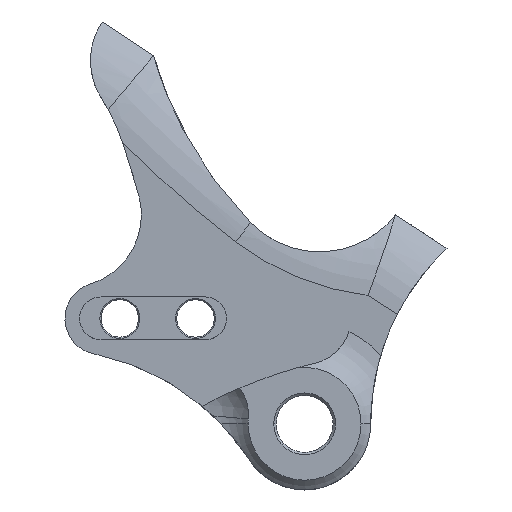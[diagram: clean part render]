
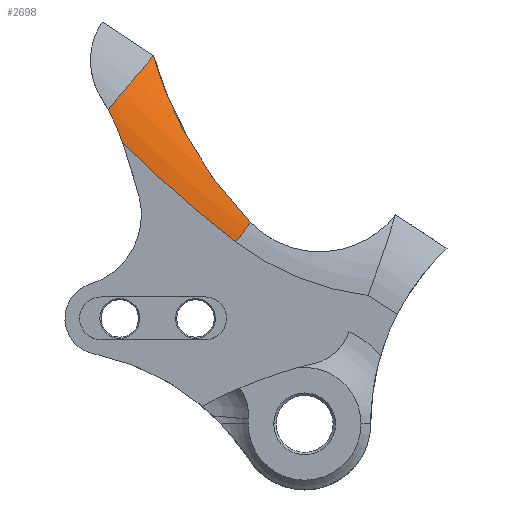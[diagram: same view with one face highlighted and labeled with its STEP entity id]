
A CAD part, top view. The second image highlights one B-rep face of the part: STEP entity #2698.
In plain terms, the highlighted toroidal (fillet/blend) face has major radius 245.044 mm and minor radius 25.4 mm.
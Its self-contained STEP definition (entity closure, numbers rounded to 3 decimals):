
#31 = CARTESIAN_POINT ( 'NONE',  ( -41.497, 66.416, -0.144 ) ) ;
#63 = CARTESIAN_POINT ( 'NONE',  ( -38.025, 70.558, -1.306 ) ) ;
#71 = ORIENTED_EDGE ( 'NONE', *, *, #2398, .T. ) ;
#102 = CARTESIAN_POINT ( 'NONE',  ( -26.085, 62.909, -2.558 ) ) ;
#115 = CARTESIAN_POINT ( 'NONE',  ( -29.28, 69.945, -4.146 ) ) ;
#163 = AXIS2_PLACEMENT_3D ( 'NONE', #1337, #1356, #2583 ) ;
#247 = CARTESIAN_POINT ( 'NONE',  ( -32.589, 77.021, -6. ) ) ;
#250 = B_SPLINE_CURVE_WITH_KNOTS ( 'NONE', 3,
 ( #474, #2002, #875, #31 ),
 .UNSPECIFIED., .F., .F.,
 ( 4, 4 ),
 ( 0., 0.007 ),
 .UNSPECIFIED. ) ;
#288 = DIRECTION ( 'NONE',  ( 0., 0., -1. ) ) ;
#308 = CARTESIAN_POINT ( 'NONE',  ( -37.186, 71.558, -1.779 ) ) ;
#441 = DIRECTION ( 'NONE',  ( -0.794, 0.608, 0. ) ) ;
#474 = CARTESIAN_POINT ( 'NONE',  ( -38.722, 60.144, -0.002 ) ) ;
#530 = TOROIDAL_SURFACE ( 'NONE', #163, 245.044, 25.4 ) ;
#638 = CARTESIAN_POINT ( 'NONE',  ( -38.645, 59.918, -0.001 ) ) ;
#728 = CARTESIAN_POINT ( 'NONE',  ( -40.607, 67.48, -0.291 ) ) ;
#759 = VERTEX_POINT ( 'NONE', #1029 ) ;
#796 = CARTESIAN_POINT ( 'NONE',  ( -29.886, 71.519, -4.601 ) ) ;
#837 = CARTESIAN_POINT ( 'NONE',  ( -38.722, 60.144, -0.002 ) ) ;
#874 = VERTEX_POINT ( 'NONE', #1617 ) ;
#875 = CARTESIAN_POINT ( 'NONE',  ( -40.389, 64.415, -0.083 ) ) ;
#915 = EDGE_CURVE ( 'NONE', #2063, #1100, #2657, .T. ) ;
#949 = EDGE_CURVE ( 'NONE', #874, #2580, #2038, .T. ) ;
#961 = CARTESIAN_POINT ( 'NONE',  ( -24.865, 60.605, -2.164 ) ) ;
#965 = CARTESIAN_POINT ( 'NONE',  ( -41.497, 66.416, -0.144 ) ) ;
#990 = CARTESIAN_POINT ( 'NONE',  ( -20.358, 53.213, -1.204 ) ) ;
#1029 = CARTESIAN_POINT ( 'NONE',  ( -31.931, 77.801, -6.96 ) ) ;
#1045 = ORIENTED_EDGE ( 'NONE', *, *, #915, .T. ) ;
#1099 = DIRECTION ( 'NONE',  ( -0.608, -0.794, 0. ) ) ;
#1100 = VERTEX_POINT ( 'NONE', #1817 ) ;
#1193 = VERTEX_POINT ( 'NONE', #965 ) ;
#1299 = CARTESIAN_POINT ( 'NONE',  ( 134.495, 233.022, 0. ) ) ;
#1337 = CARTESIAN_POINT ( 'NONE',  ( 134.495, 233.022, -25.4 ) ) ;
#1352 = ORIENTED_EDGE ( 'NONE', *, *, #1872, .T. ) ;
#1356 = DIRECTION ( 'NONE',  ( 0., 0., -1. ) ) ;
#1374 = CARTESIAN_POINT ( 'NONE',  ( -38.449, 70.053, -1.096 ) ) ;
#1444 = AXIS2_PLACEMENT_3D ( 'NONE', #2563, #441, #1099 ) ;
#1596 = CARTESIAN_POINT ( 'NONE',  ( -27.244, 65.242, -3.007 ) ) ;
#1617 = CARTESIAN_POINT ( 'NONE',  ( -38.492, 59.465, 0. ) ) ;
#1648 = CIRCLE ( 'NONE', #2275, 245.044 ) ;
#1751 = CARTESIAN_POINT ( 'NONE',  ( -41.497, 66.416, -0.144 ) ) ;
#1811 = CARTESIAN_POINT ( 'NONE',  ( -27.959, 66.806, -3.349 ) ) ;
#1817 = CARTESIAN_POINT ( 'NONE',  ( -11.416, 42.542, -0.518 ) ) ;
#1837 = ORIENTED_EDGE ( 'NONE', *, *, #2642, .F. ) ;
#1872 = EDGE_CURVE ( 'NONE', #759, #1193, #2451, .T. ) ;
#1948 = DIRECTION ( 'NONE',  ( -1., 0., 0. ) ) ;
#1982 = EDGE_LOOP ( 'NONE', ( #1837, #1045, #71, #1352, #2549, #2413 ) ) ;
#2002 = CARTESIAN_POINT ( 'NONE',  ( -39.462, 62.325, -0.015 ) ) ;
#2009 = CARTESIAN_POINT ( 'NONE',  ( -34.765, 74.437, -3.596 ) ) ;
#2036 = CARTESIAN_POINT ( 'NONE',  ( -16.161, 47.691, -0.762 ) ) ;
#2038 = B_SPLINE_CURVE_WITH_KNOTS ( 'NONE', 3,
 ( #2331, #2168, #638, #2604 ),
 .UNSPECIFIED., .F., .F.,
 ( 4, 4 ),
 ( 0.012, 0.013 ),
 .UNSPECIFIED. ) ;
#2051 = CARTESIAN_POINT ( 'NONE',  ( -22.275, 56.096, -1.502 ) ) ;
#2063 = VERTEX_POINT ( 'NONE', #2703 ) ;
#2168 = CARTESIAN_POINT ( 'NONE',  ( -38.569, 59.691, 0. ) ) ;
#2230 = CARTESIAN_POINT ( 'NONE',  ( -24.443, 59.848, -2.046 ) ) ;
#2232 = CARTESIAN_POINT ( 'NONE',  ( -39.734, 68.522, -0.549 ) ) ;
#2275 = AXIS2_PLACEMENT_3D ( 'NONE', #1299, #288, #1948 ) ;
#2331 = CARTESIAN_POINT ( 'NONE',  ( -38.492, 59.465, 0. ) ) ;
#2398 = EDGE_CURVE ( 'NONE', #1100, #759, #2540, .T. ) ;
#2413 = ORIENTED_EDGE ( 'NONE', *, *, #949, .F. ) ;
#2447 = CARTESIAN_POINT ( 'NONE',  ( -31.486, 76.238, -6.258 ) ) ;
#2448 = CARTESIAN_POINT ( 'NONE',  ( -35.543, 73.513, -2.918 ) ) ;
#2451 = B_SPLINE_CURVE_WITH_KNOTS ( 'NONE', 3,
 ( #2656, #247, #2602, #2009, #2448, #2616, #308, #63, #1374, #2232, #728, #1751 ),
 .UNSPECIFIED., .F., .F.,
 ( 4, 2, 2, 2, 2, 4 ),
 ( 0., 0.004, 0.008, 0.01, 0.012, 0.017 ),
 .UNSPECIFIED. ) ;
#2460 = CARTESIAN_POINT ( 'NONE',  ( -30.989, 74.665, -5.657 ) ) ;
#2475 = CARTESIAN_POINT ( 'NONE',  ( -13.882, 45.052, -0.619 ) ) ;
#2540 = B_SPLINE_CURVE_WITH_KNOTS ( 'NONE', 3,
 ( #2716, #2475, #2036, #990, #2051, #2230, #961, #2728, #102, #1596, #1811, #115, #796, #2460, #2447, #2685 ),
 .UNSPECIFIED., .F., .F.,
 ( 4, 2, 2, 2, 2, 2, 2, 4 ),
 ( 0., 0.011, 0.021, 0.024, 0.026, 0.031, 0.037, 0.042 ),
 .UNSPECIFIED. ) ;
#2549 = ORIENTED_EDGE ( 'NONE', *, *, #2681, .F. ) ;
#2563 = CARTESIAN_POINT ( 'NONE',  ( -14.518, 38.492, -25.4 ) ) ;
#2580 = VERTEX_POINT ( 'NONE', #837 ) ;
#2583 = DIRECTION ( 'NONE',  ( -1., 0., 0. ) ) ;
#2602 = CARTESIAN_POINT ( 'NONE',  ( -33.289, 76.191, -5.137 ) ) ;
#2604 = CARTESIAN_POINT ( 'NONE',  ( -38.722, 60.144, -0.002 ) ) ;
#2616 = CARTESIAN_POINT ( 'NONE',  ( -36.77, 72.053, -2.044 ) ) ;
#2636 = FACE_OUTER_BOUND ( 'NONE', #1982, .T. ) ;
#2642 = EDGE_CURVE ( 'NONE', #2063, #874, #1648, .T. ) ;
#2656 = CARTESIAN_POINT ( 'NONE',  ( -31.931, 77.801, -6.96 ) ) ;
#2657 = CIRCLE ( 'NONE', #1444, 25.4 ) ;
#2681 = EDGE_CURVE ( 'NONE', #2580, #1193, #250, .T. ) ;
#2685 = CARTESIAN_POINT ( 'NONE',  ( -31.931, 77.801, -6.96 ) ) ;
#2698 = ADVANCED_FACE ( 'NONE', ( #2636 ), #530, .T. ) ;
#2703 = CARTESIAN_POINT ( 'NONE',  ( -14.518, 38.492, 0. ) ) ;
#2716 = CARTESIAN_POINT ( 'NONE',  ( -11.416, 42.542, -0.518 ) ) ;
#2728 = CARTESIAN_POINT ( 'NONE',  ( -25.686, 62.135, -2.419 ) ) ;
